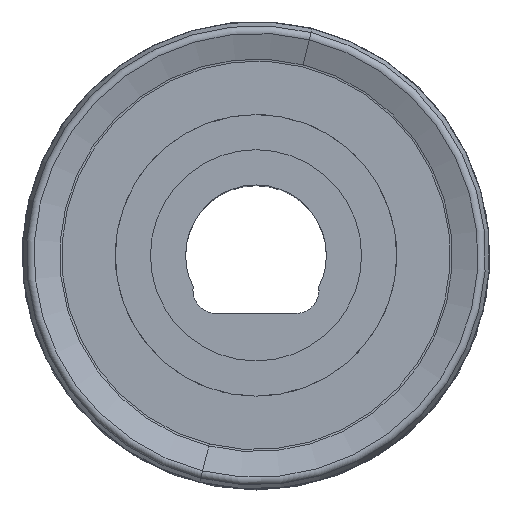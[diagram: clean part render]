
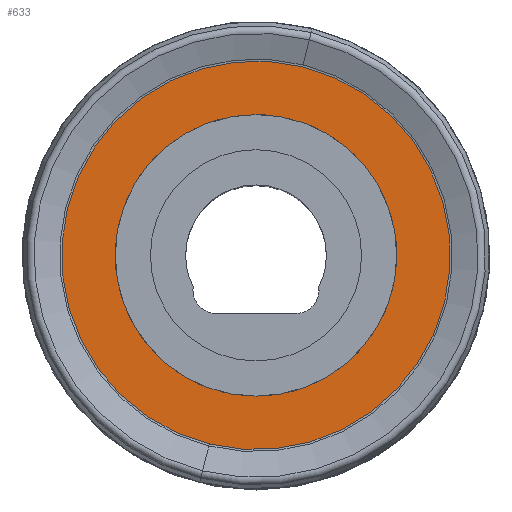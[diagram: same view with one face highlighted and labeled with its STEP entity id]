
A CAD part, top view. The second image highlights one B-rep face of the part: STEP entity #633.
In plain terms, the highlighted face is planar.
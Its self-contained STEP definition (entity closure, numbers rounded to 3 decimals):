
#633 = ADVANCED_FACE ( 'NONE', ( #17900, #4413 ), #6854, .F. ) ;
#1103 = AXIS2_PLACEMENT_3D ( 'NONE', #12344, #9538, #13750 ) ;
#1194 = CARTESIAN_POINT ( 'NONE',  ( 0., 1., 0. ) ) ;
#1273 = VERTEX_POINT ( 'NONE', #8516 ) ;
#1710 = AXIS2_PLACEMENT_3D ( 'NONE', #7261, #16960, #12754 ) ;
#2271 = VERTEX_POINT ( 'NONE', #13185 ) ;
#2393 = CIRCLE ( 'NONE', #1710, 6. ) ;
#2680 = CARTESIAN_POINT ( 'NONE',  ( 0., 1., 0. ) ) ;
#2735 = CIRCLE ( 'NONE', #4556, 6. ) ;
#3855 = DIRECTION ( 'NONE',  ( 0., 0., -1. ) ) ;
#4082 = DIRECTION ( 'NONE',  ( 0., 0., -1. ) ) ;
#4097 = EDGE_CURVE ( 'NONE', #2271, #8115, #11767, .T. ) ;
#4267 = DIRECTION ( 'NONE',  ( 0., 1., 0. ) ) ;
#4413 = FACE_BOUND ( 'NONE', #9723, .T. ) ;
#4556 = AXIS2_PLACEMENT_3D ( 'NONE', #2680, #5552, #4082 ) ;
#4858 = ORIENTED_EDGE ( 'NONE', *, *, #8037, .T. ) ;
#5552 = DIRECTION ( 'NONE',  ( 0., -1., 0. ) ) ;
#6563 = AXIS2_PLACEMENT_3D ( 'NONE', #15273, #4267, #9857 ) ;
#6587 = EDGE_CURVE ( 'NONE', #8115, #2271, #14796, .T. ) ;
#6701 = DIRECTION ( 'NONE',  ( 0., 1., 0. ) ) ;
#6854 = PLANE ( 'NONE',  #1103 ) ;
#7261 = CARTESIAN_POINT ( 'NONE',  ( 0., 1., 0. ) ) ;
#7485 = ORIENTED_EDGE ( 'NONE', *, *, #14947, .T. ) ;
#8037 = EDGE_CURVE ( 'NONE', #1273, #8328, #2393, .T. ) ;
#8115 = VERTEX_POINT ( 'NONE', #14216 ) ;
#8328 = VERTEX_POINT ( 'NONE', #10183 ) ;
#8516 = CARTESIAN_POINT ( 'NONE',  ( 0., 1., 6. ) ) ;
#9538 = DIRECTION ( 'NONE',  ( 0., -1., 0. ) ) ;
#9723 = EDGE_LOOP ( 'NONE', ( #7485, #4858 ) ) ;
#9857 = DIRECTION ( 'NONE',  ( 0., 0., -1. ) ) ;
#10183 = CARTESIAN_POINT ( 'NONE',  ( 0., 1., -6. ) ) ;
#11611 = AXIS2_PLACEMENT_3D ( 'NONE', #1194, #6701, #3855 ) ;
#11767 = CIRCLE ( 'NONE', #6563, 8.28 ) ;
#12344 = CARTESIAN_POINT ( 'NONE',  ( 0., 1., 0. ) ) ;
#12754 = DIRECTION ( 'NONE',  ( 0., 0., -1. ) ) ;
#13150 = ORIENTED_EDGE ( 'NONE', *, *, #6587, .T. ) ;
#13185 = CARTESIAN_POINT ( 'NONE',  ( 0., 1., 8.28 ) ) ;
#13750 = DIRECTION ( 'NONE',  ( 0., 0., -1. ) ) ;
#13796 = ORIENTED_EDGE ( 'NONE', *, *, #4097, .T. ) ;
#14216 = CARTESIAN_POINT ( 'NONE',  ( 0., 1., -8.28 ) ) ;
#14796 = CIRCLE ( 'NONE', #11611, 8.28 ) ;
#14947 = EDGE_CURVE ( 'NONE', #8328, #1273, #2735, .T. ) ;
#14960 = EDGE_LOOP ( 'NONE', ( #13150, #13796 ) ) ;
#15273 = CARTESIAN_POINT ( 'NONE',  ( 0., 1., 0. ) ) ;
#16960 = DIRECTION ( 'NONE',  ( 0., -1., 0. ) ) ;
#17900 = FACE_OUTER_BOUND ( 'NONE', #14960, .T. ) ;
